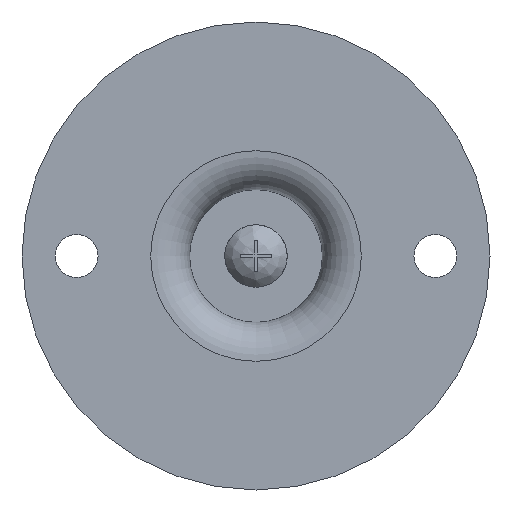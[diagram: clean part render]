
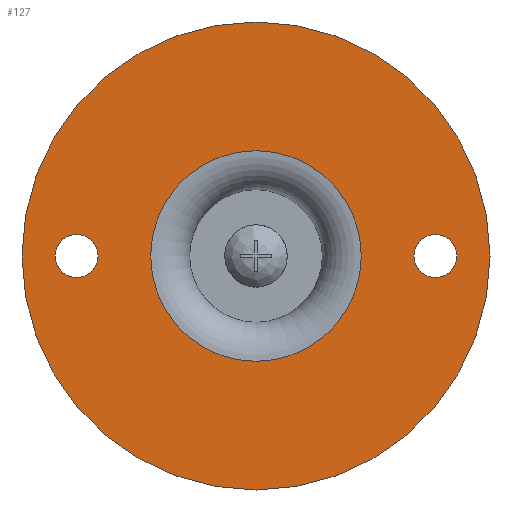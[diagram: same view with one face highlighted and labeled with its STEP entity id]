
A CAD part, front view. The second image highlights one B-rep face of the part: STEP entity #127.
In plain terms, the highlighted planar face has unit normal (0, -1, 0).
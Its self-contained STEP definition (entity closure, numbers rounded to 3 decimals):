
#127 = ADVANCED_FACE( '', ( #273, #274, #275, #276 ), #277, .F. );
#273 = FACE_BOUND( '', #474, .T. );
#274 = FACE_BOUND( '', #475, .T. );
#275 = FACE_OUTER_BOUND( '', #476, .T. );
#276 = FACE_BOUND( '', #477, .T. );
#277 = PLANE( '', #478 );
#474 = EDGE_LOOP( '', ( #773 ) );
#475 = EDGE_LOOP( '', ( #774 ) );
#476 = EDGE_LOOP( '', ( #775 ) );
#477 = EDGE_LOOP( '', ( #776 ) );
#478 = AXIS2_PLACEMENT_3D( '', #777, #778, #779 );
#773 = ORIENTED_EDGE( '', *, *, #1029, .F. );
#774 = ORIENTED_EDGE( '', *, *, #946, .F. );
#775 = ORIENTED_EDGE( '', *, *, #1030, .T. );
#776 = ORIENTED_EDGE( '', *, *, #933, .T. );
#777 = CARTESIAN_POINT( '', ( 30., 0., 0. ) );
#778 = DIRECTION( '', ( 0., 1., 0. ) );
#779 = DIRECTION( '', ( 0., 0., 1. ) );
#933 = EDGE_CURVE( '', #1087, #1087, #1088, .T. );
#946 = EDGE_CURVE( '', #1109, #1109, #1110, .F. );
#1029 = EDGE_CURVE( '', #1229, #1229, #1230, .T. );
#1030 = EDGE_CURVE( '', #1231, #1231, #1232, .T. );
#1087 = VERTEX_POINT( '', #1304 );
#1088 = CIRCLE( '', #1305, 2.75 );
#1109 = VERTEX_POINT( '', #1338 );
#1110 = CIRCLE( '', #1339, 2.75 );
#1229 = VERTEX_POINT( '', #1622 );
#1230 = CIRCLE( '', #1623, 13.5 );
#1231 = VERTEX_POINT( '', #1624 );
#1232 = CIRCLE( '', #1625, 30. );
#1304 = CARTESIAN_POINT( '', ( -20.25, 0., 0. ) );
#1305 = AXIS2_PLACEMENT_3D( '', #1691, #1692, #1693 );
#1338 = CARTESIAN_POINT( '', ( 23., 0., 2.75 ) );
#1339 = AXIS2_PLACEMENT_3D( '', #1709, #1710, #1711 );
#1622 = CARTESIAN_POINT( '', ( 0., 0., -13.5 ) );
#1623 = AXIS2_PLACEMENT_3D( '', #1754, #1755, #1756 );
#1624 = CARTESIAN_POINT( '', ( 0., 0., -30. ) );
#1625 = AXIS2_PLACEMENT_3D( '', #1757, #1758, #1759 );
#1691 = CARTESIAN_POINT( '', ( -23., 0., 0. ) );
#1692 = DIRECTION( '', ( 0., 1., 0. ) );
#1693 = DIRECTION( '', ( 1., 0., 0. ) );
#1709 = CARTESIAN_POINT( '', ( 23., 0., 0. ) );
#1710 = DIRECTION( '', ( 0., 1., 0. ) );
#1711 = DIRECTION( '', ( 0., 0., 1. ) );
#1754 = CARTESIAN_POINT( '', ( 0., 0., 0. ) );
#1755 = DIRECTION( '', ( 0., -1., 0. ) );
#1756 = DIRECTION( '', ( 0., 0., -1. ) );
#1757 = CARTESIAN_POINT( '', ( 0., 0., 0. ) );
#1758 = DIRECTION( '', ( 0., -1., 0. ) );
#1759 = DIRECTION( '', ( 0., 0., -1. ) );
